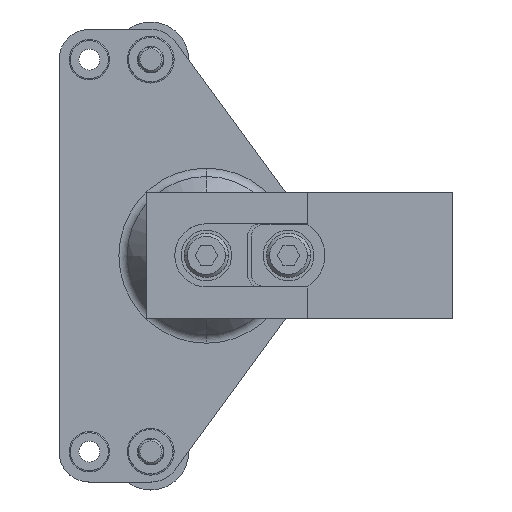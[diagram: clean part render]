
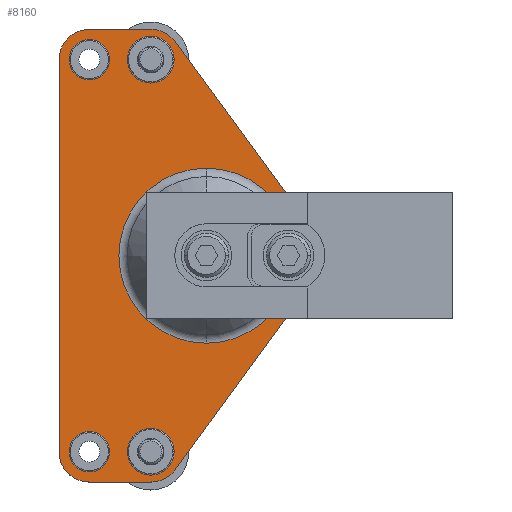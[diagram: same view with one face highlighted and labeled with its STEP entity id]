
A CAD part, top view. The second image highlights one B-rep face of the part: STEP entity #8160.
In plain terms, the highlighted face is planar.
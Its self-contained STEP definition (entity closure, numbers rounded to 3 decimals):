
#4826=CARTESIAN_POINT('',(-8.8,-5.327,31.));
#4827=DIRECTION('',(0.,-1.,0.));
#4828=DIRECTION('',(0.807,0.,0.59));
#4829=AXIS2_PLACEMENT_3D('',#4826,#4827,#4828);
#4831=CARTESIAN_POINT('',(-18.5,-5.327,31.));
#4832=DIRECTION('',(0.,-1.,0.));
#4833=DIRECTION('',(0.,0.,1.));
#4834=AXIS2_PLACEMENT_3D('',#4831,#4832,#4833);
#4836=CARTESIAN_POINT('',(-18.5,-5.327,-31.));
#4837=DIRECTION('',(0.,-1.,0.));
#4838=DIRECTION('',(-1.,0.,0.));
#4839=AXIS2_PLACEMENT_3D('',#4836,#4837,#4838);
#4841=CARTESIAN_POINT('',(-8.8,-5.327,-31.));
#4842=DIRECTION('',(0.,-1.,0.));
#4843=DIRECTION('',(0.,0.,-1.));
#4844=AXIS2_PLACEMENT_3D('',#4841,#4842,#4843);
#4846=DIRECTION('',(0.59,0.,0.807));
#4847=VECTOR('',#4846,30.216);
#4848=CARTESIAN_POINT('',(-4.926,-5.327,-33.834));
#4849=LINE('',#4848,#4847);
#4850=CARTESIAN_POINT('',(0.,-5.327,0.));
#4851=DIRECTION('',(0.,-1.,0.));
#4852=DIRECTION('',(0.807,0.,-0.59));
#4853=AXIS2_PLACEMENT_3D('',#4850,#4851,#4852);
#4855=CARTESIAN_POINT('',(0.,-5.327,0.));
#4856=DIRECTION('',(0.,-1.,0.));
#4857=DIRECTION('',(1.,0.,0.));
#4858=AXIS2_PLACEMENT_3D('',#4855,#4856,#4857);
#4860=DIRECTION('',(-0.59,0.,0.807));
#4861=VECTOR('',#4860,30.216);
#4862=CARTESIAN_POINT('',(12.914,-5.327,9.446));
#4863=LINE('',#4862,#4861);
#4864=CARTESIAN_POINT('',(0.,-5.327,0.));
#4865=DIRECTION('',(0.,1.,0.));
#4866=DIRECTION('',(0.,0.,-1.));
#4867=AXIS2_PLACEMENT_3D('',#4864,#4865,#4866);
#4869=CARTESIAN_POINT('',(0.,-5.327,0.));
#4870=DIRECTION('',(0.,1.,0.));
#4871=DIRECTION('',(0.,0.,1.));
#4872=AXIS2_PLACEMENT_3D('',#4869,#4870,#4871);
#4874=CARTESIAN_POINT('',(-8.8,-5.327,-31.));
#4875=DIRECTION('',(0.,1.,0.));
#4876=DIRECTION('',(1.,0.,0.));
#4877=AXIS2_PLACEMENT_3D('',#4874,#4875,#4876);
#4879=CARTESIAN_POINT('',(-8.8,-5.327,-31.));
#4880=DIRECTION('',(0.,1.,0.));
#4881=DIRECTION('',(-1.,0.,0.));
#4882=AXIS2_PLACEMENT_3D('',#4879,#4880,#4881);
#4884=CARTESIAN_POINT('',(-18.5,-5.327,-31.));
#4885=DIRECTION('',(0.,1.,0.));
#4886=DIRECTION('',(1.,0.,0.));
#4887=AXIS2_PLACEMENT_3D('',#4884,#4885,#4886);
#4889=CARTESIAN_POINT('',(-18.5,-5.327,-31.));
#4890=DIRECTION('',(0.,1.,0.));
#4891=DIRECTION('',(-1.,0.,0.));
#4892=AXIS2_PLACEMENT_3D('',#4889,#4890,#4891);
#4894=CARTESIAN_POINT('',(-18.5,-5.327,31.));
#4895=DIRECTION('',(0.,1.,0.));
#4896=DIRECTION('',(1.,0.,0.));
#4897=AXIS2_PLACEMENT_3D('',#4894,#4895,#4896);
#4899=CARTESIAN_POINT('',(-18.5,-5.327,31.));
#4900=DIRECTION('',(0.,1.,0.));
#4901=DIRECTION('',(-1.,0.,0.));
#4902=AXIS2_PLACEMENT_3D('',#4899,#4900,#4901);
#4904=CARTESIAN_POINT('',(-8.8,-5.327,31.));
#4905=DIRECTION('',(0.,1.,0.));
#4906=DIRECTION('',(1.,0.,0.));
#4907=AXIS2_PLACEMENT_3D('',#4904,#4905,#4906);
#4909=CARTESIAN_POINT('',(-8.8,-5.327,31.));
#4910=DIRECTION('',(0.,1.,0.));
#4911=DIRECTION('',(-1.,0.,0.));
#4912=AXIS2_PLACEMENT_3D('',#4909,#4910,#4911);
#4938=DIRECTION('',(-1.,0.,0.));
#4939=VECTOR('',#4938,9.7);
#4940=CARTESIAN_POINT('',(-8.8,-5.327,-35.8));
#4941=LINE('',#4940,#4939);
#4950=DIRECTION('',(0.,0.,1.));
#4951=VECTOR('',#4950,62.);
#4952=CARTESIAN_POINT('',(-23.3,-5.327,-31.));
#4953=LINE('',#4952,#4951);
#4962=DIRECTION('',(1.,0.,0.));
#4963=VECTOR('',#4962,9.7);
#4964=CARTESIAN_POINT('',(-18.5,-5.327,35.8));
#4965=LINE('',#4964,#4963);
#6550=CARTESIAN_POINT('',(0.,-5.327,13.835));
#6551=VERTEX_POINT('',#6550);
#6552=CARTESIAN_POINT('',(-0.001,-5.327,-13.835));
#6553=VERTEX_POINT('',#6552);
#6554=CARTESIAN_POINT('',(-4.926,-5.327,33.834));
#6555=CARTESIAN_POINT('',(-8.8,-5.327,35.8));
#6556=VERTEX_POINT('',#6554);
#6557=VERTEX_POINT('',#6555);
#6558=CARTESIAN_POINT('',(-18.5,-5.327,35.8));
#6559=VERTEX_POINT('',#6558);
#6560=CARTESIAN_POINT('',(-23.3,-5.327,31.));
#6561=VERTEX_POINT('',#6560);
#6562=CARTESIAN_POINT('',(-23.3,-5.327,-31.));
#6563=VERTEX_POINT('',#6562);
#6564=CARTESIAN_POINT('',(-18.5,-5.327,-35.8));
#6565=VERTEX_POINT('',#6564);
#6566=CARTESIAN_POINT('',(-8.8,-5.327,-35.8));
#6567=VERTEX_POINT('',#6566);
#6568=CARTESIAN_POINT('',(-4.926,-5.327,-33.834));
#6569=VERTEX_POINT('',#6568);
#6570=CARTESIAN_POINT('',(12.914,-5.327,-9.446));
#6571=VERTEX_POINT('',#6570);
#6572=CARTESIAN_POINT('',(16.,-5.327,0.));
#6573=VERTEX_POINT('',#6572);
#6574=CARTESIAN_POINT('',(12.914,-5.327,9.446));
#6575=VERTEX_POINT('',#6574);
#6576=CARTESIAN_POINT('',(-5.1,-5.327,-30.999));
#6577=CARTESIAN_POINT('',(-12.5,-5.327,-31.001));
#6578=VERTEX_POINT('',#6576);
#6579=VERTEX_POINT('',#6577);
#6580=CARTESIAN_POINT('',(-15.3,-5.327,-30.999));
#6581=CARTESIAN_POINT('',(-21.7,-5.327,-31.001));
#6582=VERTEX_POINT('',#6580);
#6583=VERTEX_POINT('',#6581);
#6584=CARTESIAN_POINT('',(-15.3,-5.327,31.001));
#6585=CARTESIAN_POINT('',(-21.7,-5.327,30.999));
#6586=VERTEX_POINT('',#6584);
#6587=VERTEX_POINT('',#6585);
#6588=CARTESIAN_POINT('',(-5.1,-5.327,31.001));
#6589=CARTESIAN_POINT('',(-12.5,-5.327,30.999));
#6590=VERTEX_POINT('',#6588);
#6591=VERTEX_POINT('',#6589);
#8103=CARTESIAN_POINT('',(0.,-5.327,0.));
#8104=DIRECTION('',(0.,-1.,0.));
#8105=DIRECTION('',(1.,0.,0.));
#8106=AXIS2_PLACEMENT_3D('',#8103,#8104,#8105);
#8107=PLANE('',#8106);
#8109=ORIENTED_EDGE('',*,*,#8108,.T.);
#8111=ORIENTED_EDGE('',*,*,#8110,.F.);
#8113=ORIENTED_EDGE('',*,*,#8112,.T.);
#8115=ORIENTED_EDGE('',*,*,#8114,.F.);
#8117=ORIENTED_EDGE('',*,*,#8116,.T.);
#8119=ORIENTED_EDGE('',*,*,#8118,.F.);
#8121=ORIENTED_EDGE('',*,*,#8120,.T.);
#8123=ORIENTED_EDGE('',*,*,#8122,.T.);
#8125=ORIENTED_EDGE('',*,*,#8124,.T.);
#8127=ORIENTED_EDGE('',*,*,#8126,.T.);
#8129=ORIENTED_EDGE('',*,*,#8128,.T.);
#8130=EDGE_LOOP('',(#8109,#8111,#8113,#8115,#8117,#8119,#8121,#8123,#8125,#8127,
#8129));
#8131=FACE_OUTER_BOUND('',#8130,.F.);
#8132=ORIENTED_EDGE('',*,*,#8083,.T.);
#8133=ORIENTED_EDGE('',*,*,#8097,.T.);
#8134=EDGE_LOOP('',(#8132,#8133));
#8135=FACE_BOUND('',#8134,.F.);
#8137=ORIENTED_EDGE('',*,*,#8136,.T.);
#8139=ORIENTED_EDGE('',*,*,#8138,.T.);
#8140=EDGE_LOOP('',(#8137,#8139));
#8141=FACE_BOUND('',#8140,.F.);
#8143=ORIENTED_EDGE('',*,*,#8142,.T.);
#8145=ORIENTED_EDGE('',*,*,#8144,.T.);
#8146=EDGE_LOOP('',(#8143,#8145));
#8147=FACE_BOUND('',#8146,.F.);
#8149=ORIENTED_EDGE('',*,*,#8148,.T.);
#8151=ORIENTED_EDGE('',*,*,#8150,.T.);
#8152=EDGE_LOOP('',(#8149,#8151));
#8153=FACE_BOUND('',#8152,.F.);
#8155=ORIENTED_EDGE('',*,*,#8154,.T.);
#8157=ORIENTED_EDGE('',*,*,#8156,.T.);
#8158=EDGE_LOOP('',(#8155,#8157));
#8159=FACE_BOUND('',#8158,.F.);
#8160=ADVANCED_FACE('',(#8131,#8135,#8141,#8147,#8153,#8159),#8107,.F.);
#4830=CIRCLE('',#4829,4.8);
#4835=CIRCLE('',#4834,4.8);
#4840=CIRCLE('',#4839,4.8);
#4845=CIRCLE('',#4844,4.8);
#4854=CIRCLE('',#4853,16.);
#4859=CIRCLE('',#4858,16.);
#4868=CIRCLE('',#4867,13.835);
#4873=CIRCLE('',#4872,13.835);
#4878=CIRCLE('',#4877,3.7);
#4883=CIRCLE('',#4882,3.7);
#4888=CIRCLE('',#4887,3.2);
#4893=CIRCLE('',#4892,3.2);
#4898=CIRCLE('',#4897,3.2);
#4903=CIRCLE('',#4902,3.2);
#4908=CIRCLE('',#4907,3.7);
#4913=CIRCLE('',#4912,3.7);
#8083=EDGE_CURVE('',#6553,#6551,#4868,.T.);
#8097=EDGE_CURVE('',#6551,#6553,#4873,.T.);
#8108=EDGE_CURVE('',#6556,#6557,#4830,.T.);
#8110=EDGE_CURVE('',#6559,#6557,#4965,.T.);
#8112=EDGE_CURVE('',#6559,#6561,#4835,.T.);
#8114=EDGE_CURVE('',#6563,#6561,#4953,.T.);
#8116=EDGE_CURVE('',#6563,#6565,#4840,.T.);
#8118=EDGE_CURVE('',#6567,#6565,#4941,.T.);
#8120=EDGE_CURVE('',#6567,#6569,#4845,.T.);
#8122=EDGE_CURVE('',#6569,#6571,#4849,.T.);
#8124=EDGE_CURVE('',#6571,#6573,#4854,.T.);
#8126=EDGE_CURVE('',#6573,#6575,#4859,.T.);
#8128=EDGE_CURVE('',#6575,#6556,#4863,.T.);
#8136=EDGE_CURVE('',#6578,#6579,#4878,.T.);
#8138=EDGE_CURVE('',#6579,#6578,#4883,.T.);
#8142=EDGE_CURVE('',#6582,#6583,#4888,.T.);
#8144=EDGE_CURVE('',#6583,#6582,#4893,.T.);
#8148=EDGE_CURVE('',#6586,#6587,#4898,.T.);
#8150=EDGE_CURVE('',#6587,#6586,#4903,.T.);
#8154=EDGE_CURVE('',#6590,#6591,#4908,.T.);
#8156=EDGE_CURVE('',#6591,#6590,#4913,.T.);
